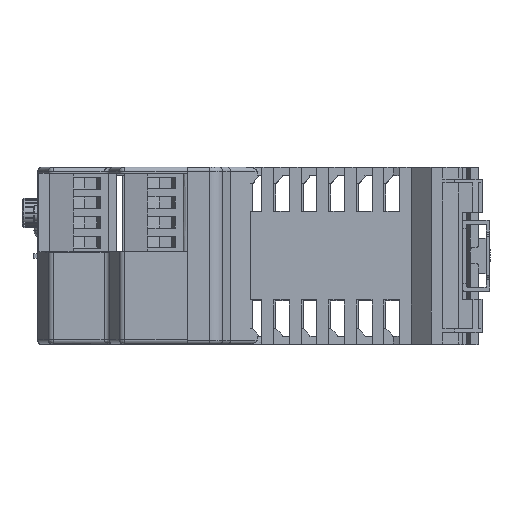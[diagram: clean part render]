
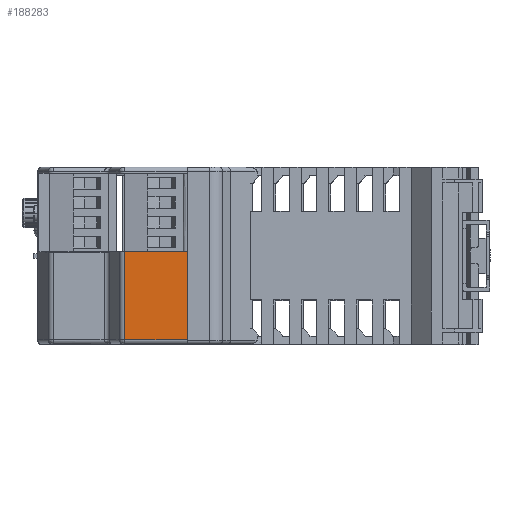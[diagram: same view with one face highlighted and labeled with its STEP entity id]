
A CAD part, top view. The second image highlights one B-rep face of the part: STEP entity #188283.
In plain terms, the highlighted planar face has unit normal (0, 0, 1).
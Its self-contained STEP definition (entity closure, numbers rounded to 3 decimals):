
#69498 = PLANE('',#69499);
#69499 = AXIS2_PLACEMENT_3D('',#69500,#69501,#69502);
#69500 = CARTESIAN_POINT('',(37.64,47.527,
    97.162));
#69501 = DIRECTION('',(1.,0.,0.));
#69502 = DIRECTION('',(0.,0.,1.));
#70065 = CYLINDRICAL_SURFACE('',#70066,1.1);
#70066 = AXIS2_PLACEMENT_3D('',#70067,#70068,#70069);
#70067 = CARTESIAN_POINT('',(44.64,48.627,
    116.062));
#70068 = DIRECTION('',(-1.,0.,0.));
#70069 = DIRECTION('',(0.,0.,-1.));
#187767 = PLANE('',#187768);
#187768 = AXIS2_PLACEMENT_3D('',#187769,#187770,#187771);
#187769 = CARTESIAN_POINT('',(18.64,71.027,
    117.162));
#187770 = DIRECTION('',(0.,1.,0.));
#187771 = DIRECTION('',(0.,0.,-1.));
#187792 = VERTEX_POINT('',#187793);
#187793 = CARTESIAN_POINT('',(21.785,71.027,
    117.162));
#187808 = CYLINDRICAL_SURFACE('',#187809,1.5);
#187809 = AXIS2_PLACEMENT_3D('',#187810,#187811,#187812);
#187810 = CARTESIAN_POINT('',(21.785,47.527,
    115.662));
#187811 = DIRECTION('',(0.,1.,0.));
#187812 = DIRECTION('',(0.,0.,-1.));
#187820 = EDGE_CURVE('',#187821,#187792,#187823,.T.);
#187821 = VERTEX_POINT('',#187822);
#187822 = CARTESIAN_POINT('',(37.64,71.027,
    117.162));
#187823 = SURFACE_CURVE('',#187824,(#187828,#187835),.PCURVE_S1.);
#187824 = LINE('',#187825,#187826);
#187825 = CARTESIAN_POINT('',(44.64,71.027,
    117.162));
#187826 = VECTOR('',#187827,1.);
#187827 = DIRECTION('',(-1.,0.,0.));
#187828 = PCURVE('',#187767,#187829);
#187829 = DEFINITIONAL_REPRESENTATION('',(#187830),#187834);
#187830 = LINE('',#187831,#187832);
#187831 = CARTESIAN_POINT('',(0.,-26.));
#187832 = VECTOR('',#187833,1.);
#187833 = DIRECTION('',(0.,1.));
#187834 = ( GEOMETRIC_REPRESENTATION_CONTEXT(2) 
PARAMETRIC_REPRESENTATION_CONTEXT() REPRESENTATION_CONTEXT('2D SPACE',''
  ) );
#187835 = PCURVE('',#187836,#187841);
#187836 = PLANE('',#187837);
#187837 = AXIS2_PLACEMENT_3D('',#187838,#187839,#187840);
#187838 = CARTESIAN_POINT('',(44.64,47.527,
    117.162));
#187839 = DIRECTION('',(0.,0.,-1.));
#187840 = DIRECTION('',(1.,0.,0.));
#187841 = DEFINITIONAL_REPRESENTATION('',(#187842),#187846);
#187842 = LINE('',#187843,#187844);
#187843 = CARTESIAN_POINT('',(0.,-23.5));
#187844 = VECTOR('',#187845,1.);
#187845 = DIRECTION('',(-1.,0.));
#187846 = ( GEOMETRIC_REPRESENTATION_CONTEXT(2) 
PARAMETRIC_REPRESENTATION_CONTEXT() REPRESENTATION_CONTEXT('2D SPACE',''
  ) );
#188283 = ADVANCED_FACE('',(#188284),#187836,.F.);
#188284 = FACE_BOUND('',#188285,.F.);
#188285 = EDGE_LOOP('',(#188286,#188309,#188332,#188353));
#188286 = ORIENTED_EDGE('',*,*,#188287,.F.);
#188287 = EDGE_CURVE('',#188288,#187821,#188290,.T.);
#188288 = VERTEX_POINT('',#188289);
#188289 = CARTESIAN_POINT('',(37.64,48.627,
    117.162));
#188290 = SURFACE_CURVE('',#188291,(#188295,#188302),.PCURVE_S1.);
#188291 = LINE('',#188292,#188293);
#188292 = CARTESIAN_POINT('',(37.64,47.527,
    117.162));
#188293 = VECTOR('',#188294,1.);
#188294 = DIRECTION('',(0.,1.,0.));
#188295 = PCURVE('',#187836,#188296);
#188296 = DEFINITIONAL_REPRESENTATION('',(#188297),#188301);
#188297 = LINE('',#188298,#188299);
#188298 = CARTESIAN_POINT('',(-7.,0.));
#188299 = VECTOR('',#188300,1.);
#188300 = DIRECTION('',(0.,-1.));
#188301 = ( GEOMETRIC_REPRESENTATION_CONTEXT(2) 
PARAMETRIC_REPRESENTATION_CONTEXT() REPRESENTATION_CONTEXT('2D SPACE',''
  ) );
#188302 = PCURVE('',#69498,#188303);
#188303 = DEFINITIONAL_REPRESENTATION('',(#188304),#188308);
#188304 = LINE('',#188305,#188306);
#188305 = CARTESIAN_POINT('',(20.,0.));
#188306 = VECTOR('',#188307,1.);
#188307 = DIRECTION('',(0.,-1.));
#188308 = ( GEOMETRIC_REPRESENTATION_CONTEXT(2) 
PARAMETRIC_REPRESENTATION_CONTEXT() REPRESENTATION_CONTEXT('2D SPACE',''
  ) );
#188309 = ORIENTED_EDGE('',*,*,#188310,.F.);
#188310 = EDGE_CURVE('',#188311,#188288,#188313,.T.);
#188311 = VERTEX_POINT('',#188312);
#188312 = CARTESIAN_POINT('',(21.785,48.627,
    117.162));
#188313 = SURFACE_CURVE('',#188314,(#188318,#188325),.PCURVE_S1.);
#188314 = LINE('',#188315,#188316);
#188315 = CARTESIAN_POINT('',(44.64,48.627,
    117.162));
#188316 = VECTOR('',#188317,1.);
#188317 = DIRECTION('',(1.,0.,0.));
#188318 = PCURVE('',#187836,#188319);
#188319 = DEFINITIONAL_REPRESENTATION('',(#188320),#188324);
#188320 = LINE('',#188321,#188322);
#188321 = CARTESIAN_POINT('',(0.,-1.1));
#188322 = VECTOR('',#188323,1.);
#188323 = DIRECTION('',(1.,0.));
#188324 = ( GEOMETRIC_REPRESENTATION_CONTEXT(2) 
PARAMETRIC_REPRESENTATION_CONTEXT() REPRESENTATION_CONTEXT('2D SPACE',''
  ) );
#188325 = PCURVE('',#70065,#188326);
#188326 = DEFINITIONAL_REPRESENTATION('',(#188327),#188331);
#188327 = LINE('',#188328,#188329);
#188328 = CARTESIAN_POINT('',(3.142,0.));
#188329 = VECTOR('',#188330,1.);
#188330 = DIRECTION('',(0.,-1.));
#188331 = ( GEOMETRIC_REPRESENTATION_CONTEXT(2) 
PARAMETRIC_REPRESENTATION_CONTEXT() REPRESENTATION_CONTEXT('2D SPACE',''
  ) );
#188332 = ORIENTED_EDGE('',*,*,#188333,.F.);
#188333 = EDGE_CURVE('',#187792,#188311,#188334,.T.);
#188334 = SURFACE_CURVE('',#188335,(#188339,#188346),.PCURVE_S1.);
#188335 = LINE('',#188336,#188337);
#188336 = CARTESIAN_POINT('',(21.785,47.527,
    117.162));
#188337 = VECTOR('',#188338,1.);
#188338 = DIRECTION('',(0.,-1.,0.));
#188339 = PCURVE('',#187836,#188340);
#188340 = DEFINITIONAL_REPRESENTATION('',(#188341),#188345);
#188341 = LINE('',#188342,#188343);
#188342 = CARTESIAN_POINT('',(-22.854,0.));
#188343 = VECTOR('',#188344,1.);
#188344 = DIRECTION('',(0.,1.));
#188345 = ( GEOMETRIC_REPRESENTATION_CONTEXT(2) 
PARAMETRIC_REPRESENTATION_CONTEXT() REPRESENTATION_CONTEXT('2D SPACE',''
  ) );
#188346 = PCURVE('',#187808,#188347);
#188347 = DEFINITIONAL_REPRESENTATION('',(#188348),#188352);
#188348 = LINE('',#188349,#188350);
#188349 = CARTESIAN_POINT('',(3.142,0.));
#188350 = VECTOR('',#188351,1.);
#188351 = DIRECTION('',(0.,-1.));
#188352 = ( GEOMETRIC_REPRESENTATION_CONTEXT(2) 
PARAMETRIC_REPRESENTATION_CONTEXT() REPRESENTATION_CONTEXT('2D SPACE',''
  ) );
#188353 = ORIENTED_EDGE('',*,*,#187820,.F.);
